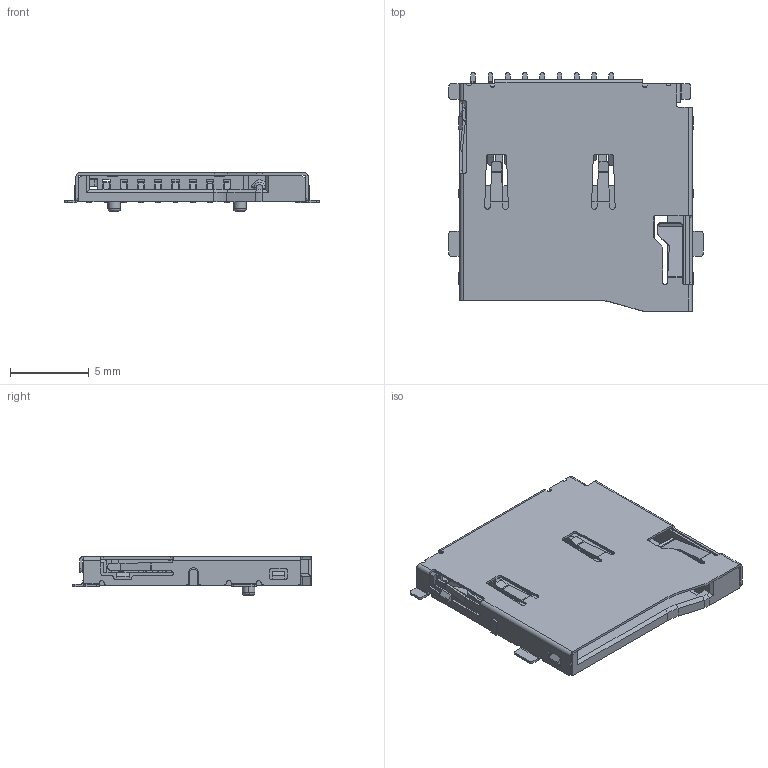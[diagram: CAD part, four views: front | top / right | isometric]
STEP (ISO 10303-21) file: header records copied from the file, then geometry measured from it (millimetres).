
FILE_DESCRIPTION(('FreeCAD Model'),'2;1');
FILE_NAME('Open CASCADE Shape Model','2023-09-18T15:44:02',( 'kicad StepUp'),('ksu MCAD'),'Open CASCADE STEP processor 7.6', 'FreeCAD','Unknown');
FILE_SCHEMA(('AUTOMOTIVE_DESIGN { 1 0 10303 214 1 1 1 1 }'));
Length unit declared in the file: millimetre
Products named in the file (1): XKB_XKTF-015-X
Bounding box: 16.18 x 15.2 x 2.45 mm (x, y, z)
Volume: 167.5 mm3; surface area: 1139.8 mm2
Topology: 1 solids, 2 shells, 1206 faces, 3432 edges, 2206 vertices
Faces by surface type: plane 820, cylinder 361, bspline 13, torus 10, cone 2
Entity records: 44404 total; most frequent: CARTESIAN_POINT 7475, ORIENTED_EDGE 6864, DIRECTION 6523, EDGE_CURVE 3432, LINE 2631, VECTOR 2631, VERTEX_POINT 2206, AXIS2_PLACEMENT_3D 1946
